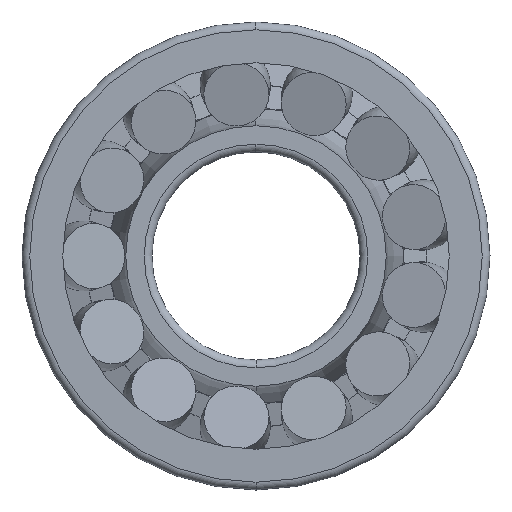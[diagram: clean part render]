
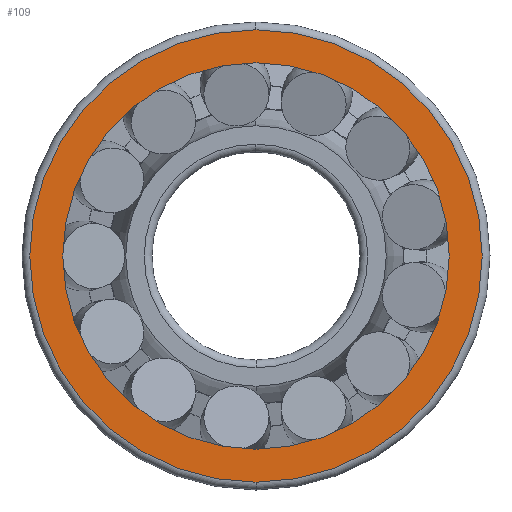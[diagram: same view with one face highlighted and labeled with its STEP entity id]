
A CAD part, left-side view. The second image highlights one B-rep face of the part: STEP entity #109.
In plain terms, the highlighted planar face has unit normal (-1, 0, 0).
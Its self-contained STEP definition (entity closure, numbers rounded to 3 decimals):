
#109=ADVANCED_FACE('',(#351,#352),#353,.T.);
#351=FACE_OUTER_BOUND('',#802,.T.);
#352=FACE_BOUND('',#803,.T.);
#353=PLANE('',#804);
#802=EDGE_LOOP('',(#1500,#1501,#1502));
#803=EDGE_LOOP('',(#1503,#1504,#1505));
#804=AXIS2_PLACEMENT_3D('',#1506,#1507,#1508);
#1500=ORIENTED_EDGE('',*,*,#2872,.F.);
#1501=ORIENTED_EDGE('',*,*,#2871,.F.);
#1502=ORIENTED_EDGE('',*,*,#2913,.F.);
#1503=ORIENTED_EDGE('',*,*,#2917,.T.);
#1504=ORIENTED_EDGE('',*,*,#2850,.T.);
#1505=ORIENTED_EDGE('',*,*,#2918,.T.);
#1506=CARTESIAN_POINT('',(0.,40.325,0.0));
#1507=DIRECTION('',(-1.0,0.,0.0));
#1508=DIRECTION('',(0.,-1.0,0.0));
#2850=EDGE_CURVE('',#3406,#3403,#3407,.T.);
#2871=EDGE_CURVE('',#3445,#3448,#3449,.T.);
#2872=EDGE_CURVE('',#3448,#3450,#3451,.T.);
#2913=EDGE_CURVE('',#3450,#3445,#3508,.T.);
#2917=EDGE_CURVE('',#3513,#3406,#3514,.T.);
#2918=EDGE_CURVE('',#3403,#3513,#3515,.T.);
#3403=VERTEX_POINT('',#4316);
#3406=VERTEX_POINT('',#4319);
#3407=CIRCLE('',#4320,37.15);
#3445=VERTEX_POINT('',#4360);
#3448=VERTEX_POINT('',#4363);
#3449=CIRCLE('',#4364,43.5);
#3450=VERTEX_POINT('',#4365);
#3451=CIRCLE('',#4366,43.5);
#3508=CIRCLE('',#4541,43.5);
#3513=VERTEX_POINT('',#4546);
#3514=CIRCLE('',#4547,37.15);
#3515=CIRCLE('',#4548,37.15);
#4316=CARTESIAN_POINT('',(0.,0.,-37.15));
#4319=CARTESIAN_POINT('',(0.,0.,37.15));
#4320=AXIS2_PLACEMENT_3D('',#8716,#8717,#8718);
#4360=CARTESIAN_POINT('',(0.0,0.,-43.5));
#4363=CARTESIAN_POINT('',(0.0,43.5,0.0));
#4364=AXIS2_PLACEMENT_3D('',#8775,#8776,#8777);
#4365=CARTESIAN_POINT('',(0.0,0.,43.5));
#4366=AXIS2_PLACEMENT_3D('',#8778,#8779,#8780);
#4541=AXIS2_PLACEMENT_3D('',#8848,#8849,#8850);
#4546=CARTESIAN_POINT('',(0.,37.15,0.0));
#4547=AXIS2_PLACEMENT_3D('',#8860,#8861,#8862);
#4548=AXIS2_PLACEMENT_3D('',#8863,#8864,#8865);
#8716=CARTESIAN_POINT('',(0.,0.0,0.0));
#8717=DIRECTION('',(1.0,0.0,0.0));
#8718=DIRECTION('',(0.0,1.0,0.0));
#8775=CARTESIAN_POINT('',(0.0,0.0,0.0));
#8776=DIRECTION('',(1.0,0.0,0.0));
#8777=DIRECTION('',(0.0,1.0,0.0));
#8778=CARTESIAN_POINT('',(0.0,0.0,0.0));
#8779=DIRECTION('',(1.0,0.0,0.0));
#8780=DIRECTION('',(0.0,1.0,0.0));
#8848=CARTESIAN_POINT('',(0.0,0.0,0.0));
#8849=DIRECTION('',(1.0,0.0,0.0));
#8850=DIRECTION('',(0.0,1.0,0.0));
#8860=CARTESIAN_POINT('',(0.,0.0,0.0));
#8861=DIRECTION('',(1.0,0.0,0.0));
#8862=DIRECTION('',(0.0,1.0,0.0));
#8863=CARTESIAN_POINT('',(0.,0.0,0.0));
#8864=DIRECTION('',(1.0,0.0,0.0));
#8865=DIRECTION('',(0.0,1.0,0.0));
